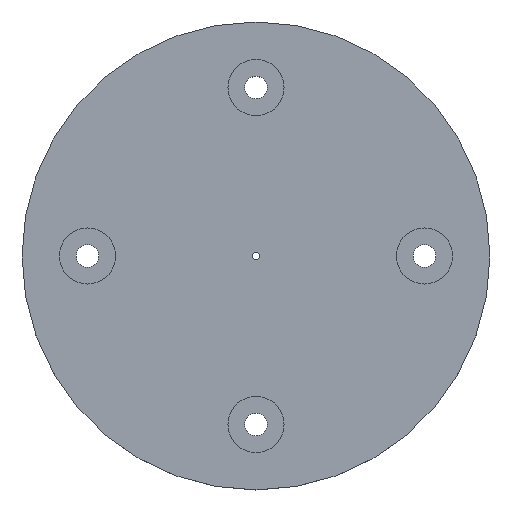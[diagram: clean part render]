
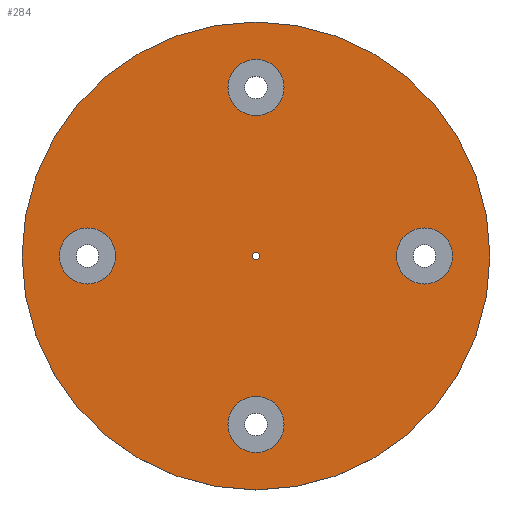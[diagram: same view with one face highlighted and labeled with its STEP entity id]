
A CAD part, top view. The second image highlights one B-rep face of the part: STEP entity #284.
In plain terms, the highlighted planar face has unit normal (0, 0, 1).
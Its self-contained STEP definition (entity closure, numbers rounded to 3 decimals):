
#24 = VERTEX_POINT('',#25);
#25 = CARTESIAN_POINT('',(125.,0.,7.5));
#32 = CYLINDRICAL_SURFACE('',#33,125.);
#33 = AXIS2_PLACEMENT_3D('',#34,#35,#36);
#34 = CARTESIAN_POINT('',(0.,0.,-7.5));
#35 = DIRECTION('',(-0.,-0.,-1.));
#36 = DIRECTION('',(1.,0.,0.));
#51 = EDGE_CURVE('',#24,#24,#52,.T.);
#52 = SURFACE_CURVE('',#53,(#58,#65),.PCURVE_S1.);
#53 = CIRCLE('',#54,125.);
#54 = AXIS2_PLACEMENT_3D('',#55,#56,#57);
#55 = CARTESIAN_POINT('',(0.,0.,7.5));
#56 = DIRECTION('',(0.,0.,1.));
#57 = DIRECTION('',(1.,0.,0.));
#58 = PCURVE('',#32,#59);
#59 = DEFINITIONAL_REPRESENTATION('',(#60),#64);
#60 = LINE('',#61,#62);
#61 = CARTESIAN_POINT('',(-0.,-15.));
#62 = VECTOR('',#63,1.);
#63 = DIRECTION('',(-1.,0.));
#64 = ( GEOMETRIC_REPRESENTATION_CONTEXT(2) 
PARAMETRIC_REPRESENTATION_CONTEXT() REPRESENTATION_CONTEXT('2D SPACE',''
  ) );
#65 = PCURVE('',#66,#71);
#66 = PLANE('',#67);
#67 = AXIS2_PLACEMENT_3D('',#68,#69,#70);
#68 = CARTESIAN_POINT('',(0.,0.,7.5));
#69 = DIRECTION('',(0.,0.,1.));
#70 = DIRECTION('',(1.,0.,0.));
#71 = DEFINITIONAL_REPRESENTATION('',(#72),#76);
#72 = CIRCLE('',#73,125.);
#73 = AXIS2_PLACEMENT_2D('',#74,#75);
#74 = CARTESIAN_POINT('',(0.,0.));
#75 = DIRECTION('',(1.,0.));
#76 = ( GEOMETRIC_REPRESENTATION_CONTEXT(2) 
PARAMETRIC_REPRESENTATION_CONTEXT() REPRESENTATION_CONTEXT('2D SPACE',''
  ) );
#203 = CYLINDRICAL_SURFACE('',#204,2.);
#204 = AXIS2_PLACEMENT_3D('',#205,#206,#207);
#205 = CARTESIAN_POINT('',(0.,0.,-50.));
#206 = DIRECTION('',(-0.,-0.,-1.));
#207 = DIRECTION('',(1.,0.,0.));
#284 = ADVANCED_FACE('',(#285,#288,#323,#358,#388,#423),#66,.T.);
#285 = FACE_BOUND('',#286,.T.);
#286 = EDGE_LOOP('',(#287));
#287 = ORIENTED_EDGE('',*,*,#51,.T.);
#288 = FACE_BOUND('',#289,.T.);
#289 = EDGE_LOOP('',(#290));
#290 = ORIENTED_EDGE('',*,*,#291,.T.);
#291 = EDGE_CURVE('',#292,#292,#294,.T.);
#292 = VERTEX_POINT('',#293);
#293 = CARTESIAN_POINT('',(-15.,-90.,7.5));
#294 = SURFACE_CURVE('',#295,(#300,#311),.PCURVE_S1.);
#295 = CIRCLE('',#296,15.);
#296 = AXIS2_PLACEMENT_3D('',#297,#298,#299);
#297 = CARTESIAN_POINT('',(0.,-90.,7.5));
#298 = DIRECTION('',(0.,0.,-1.));
#299 = DIRECTION('',(-1.,0.,0.));
#300 = PCURVE('',#66,#301);
#301 = DEFINITIONAL_REPRESENTATION('',(#302),#310);
#302 = ( BOUNDED_CURVE() B_SPLINE_CURVE(2,(#303,#304,#305,#306,#307,#308
,#309),.UNSPECIFIED.,.T.,.F.) B_SPLINE_CURVE_WITH_KNOTS((1,2,2,2,2,1),(
    -2.094,0.,2.094,4.189,6.283,
8.378),.UNSPECIFIED.) CURVE() GEOMETRIC_REPRESENTATION_ITEM() 
RATIONAL_B_SPLINE_CURVE((1.,0.5,1.,0.5,1.,0.5,1.)) REPRESENTATION_ITEM(
  '') );
#303 = CARTESIAN_POINT('',(-15.,-90.));
#304 = CARTESIAN_POINT('',(-15.,-64.019));
#305 = CARTESIAN_POINT('',(7.5,-77.01));
#306 = CARTESIAN_POINT('',(30.,-90.));
#307 = CARTESIAN_POINT('',(7.5,-102.99));
#308 = CARTESIAN_POINT('',(-15.,-115.981));
#309 = CARTESIAN_POINT('',(-15.,-90.));
#310 = ( GEOMETRIC_REPRESENTATION_CONTEXT(2) 
PARAMETRIC_REPRESENTATION_CONTEXT() REPRESENTATION_CONTEXT('2D SPACE',''
  ) );
#311 = PCURVE('',#312,#317);
#312 = CYLINDRICAL_SURFACE('',#313,15.);
#313 = AXIS2_PLACEMENT_3D('',#314,#315,#316);
#314 = CARTESIAN_POINT('',(0.,-90.,-2.49));
#315 = DIRECTION('',(0.,0.,-1.));
#316 = DIRECTION('',(-1.,0.,0.));
#317 = DEFINITIONAL_REPRESENTATION('',(#318),#322);
#318 = LINE('',#319,#320);
#319 = CARTESIAN_POINT('',(-6.283,-9.99));
#320 = VECTOR('',#321,1.);
#321 = DIRECTION('',(1.,-0.));
#322 = ( GEOMETRIC_REPRESENTATION_CONTEXT(2) 
PARAMETRIC_REPRESENTATION_CONTEXT() REPRESENTATION_CONTEXT('2D SPACE',''
  ) );
#323 = FACE_BOUND('',#324,.T.);
#324 = EDGE_LOOP('',(#325));
#325 = ORIENTED_EDGE('',*,*,#326,.T.);
#326 = EDGE_CURVE('',#327,#327,#329,.T.);
#327 = VERTEX_POINT('',#328);
#328 = CARTESIAN_POINT('',(-90.,15.,7.5));
#329 = SURFACE_CURVE('',#330,(#335,#346),.PCURVE_S1.);
#330 = CIRCLE('',#331,15.);
#331 = AXIS2_PLACEMENT_3D('',#332,#333,#334);
#332 = CARTESIAN_POINT('',(-90.,0.,7.5));
#333 = DIRECTION('',(0.,0.,-1.));
#334 = DIRECTION('',(0.,1.,0.));
#335 = PCURVE('',#66,#336);
#336 = DEFINITIONAL_REPRESENTATION('',(#337),#345);
#337 = ( BOUNDED_CURVE() B_SPLINE_CURVE(2,(#338,#339,#340,#341,#342,#343
,#344),.UNSPECIFIED.,.T.,.F.) B_SPLINE_CURVE_WITH_KNOTS((1,2,2,2,2,1),(
    -2.094,0.,2.094,4.189,6.283,
8.378),.UNSPECIFIED.) CURVE() GEOMETRIC_REPRESENTATION_ITEM() 
RATIONAL_B_SPLINE_CURVE((1.,0.5,1.,0.5,1.,0.5,1.)) REPRESENTATION_ITEM(
  '') );
#338 = CARTESIAN_POINT('',(-90.,15.));
#339 = CARTESIAN_POINT('',(-64.019,15.));
#340 = CARTESIAN_POINT('',(-77.01,-7.5));
#341 = CARTESIAN_POINT('',(-90.,-30.));
#342 = CARTESIAN_POINT('',(-102.99,-7.5));
#343 = CARTESIAN_POINT('',(-115.981,15.));
#344 = CARTESIAN_POINT('',(-90.,15.));
#345 = ( GEOMETRIC_REPRESENTATION_CONTEXT(2) 
PARAMETRIC_REPRESENTATION_CONTEXT() REPRESENTATION_CONTEXT('2D SPACE',''
  ) );
#346 = PCURVE('',#347,#352);
#347 = CYLINDRICAL_SURFACE('',#348,15.);
#348 = AXIS2_PLACEMENT_3D('',#349,#350,#351);
#349 = CARTESIAN_POINT('',(-90.,0.,-2.49));
#350 = DIRECTION('',(0.,-0.,-1.));
#351 = DIRECTION('',(0.,1.,0.));
#352 = DEFINITIONAL_REPRESENTATION('',(#353),#357);
#353 = LINE('',#354,#355);
#354 = CARTESIAN_POINT('',(-6.283,-9.99));
#355 = VECTOR('',#356,1.);
#356 = DIRECTION('',(1.,-0.));
#357 = ( GEOMETRIC_REPRESENTATION_CONTEXT(2) 
PARAMETRIC_REPRESENTATION_CONTEXT() REPRESENTATION_CONTEXT('2D SPACE',''
  ) );
#358 = FACE_BOUND('',#359,.T.);
#359 = EDGE_LOOP('',(#360));
#360 = ORIENTED_EDGE('',*,*,#361,.T.);
#361 = EDGE_CURVE('',#362,#362,#364,.T.);
#362 = VERTEX_POINT('',#363);
#363 = CARTESIAN_POINT('',(2.,0.,7.5));
#364 = SURFACE_CURVE('',#365,(#370,#381),.PCURVE_S1.);
#365 = CIRCLE('',#366,2.);
#366 = AXIS2_PLACEMENT_3D('',#367,#368,#369);
#367 = CARTESIAN_POINT('',(0.,0.,7.5));
#368 = DIRECTION('',(0.,0.,-1.));
#369 = DIRECTION('',(1.,0.,0.));
#370 = PCURVE('',#66,#371);
#371 = DEFINITIONAL_REPRESENTATION('',(#372),#380);
#372 = ( BOUNDED_CURVE() B_SPLINE_CURVE(2,(#373,#374,#375,#376,#377,#378
,#379),.UNSPECIFIED.,.T.,.F.) B_SPLINE_CURVE_WITH_KNOTS((1,2,2,2,2,1),(
    -2.094,0.,2.094,4.189,6.283,
8.378),.UNSPECIFIED.) CURVE() GEOMETRIC_REPRESENTATION_ITEM() 
RATIONAL_B_SPLINE_CURVE((1.,0.5,1.,0.5,1.,0.5,1.)) REPRESENTATION_ITEM(
  '') );
#373 = CARTESIAN_POINT('',(2.,0.));
#374 = CARTESIAN_POINT('',(2.,-3.464));
#375 = CARTESIAN_POINT('',(-1.,-1.732));
#376 = CARTESIAN_POINT('',(-4.,0.));
#377 = CARTESIAN_POINT('',(-1.,1.732));
#378 = CARTESIAN_POINT('',(2.,3.464));
#379 = CARTESIAN_POINT('',(2.,0.));
#380 = ( GEOMETRIC_REPRESENTATION_CONTEXT(2) 
PARAMETRIC_REPRESENTATION_CONTEXT() REPRESENTATION_CONTEXT('2D SPACE',''
  ) );
#381 = PCURVE('',#203,#382);
#382 = DEFINITIONAL_REPRESENTATION('',(#383),#387);
#383 = LINE('',#384,#385);
#384 = CARTESIAN_POINT('',(-6.283,-57.5));
#385 = VECTOR('',#386,1.);
#386 = DIRECTION('',(1.,-0.));
#387 = ( GEOMETRIC_REPRESENTATION_CONTEXT(2) 
PARAMETRIC_REPRESENTATION_CONTEXT() REPRESENTATION_CONTEXT('2D SPACE',''
  ) );
#388 = FACE_BOUND('',#389,.T.);
#389 = EDGE_LOOP('',(#390));
#390 = ORIENTED_EDGE('',*,*,#391,.T.);
#391 = EDGE_CURVE('',#392,#392,#394,.T.);
#392 = VERTEX_POINT('',#393);
#393 = CARTESIAN_POINT('',(90.,-15.,7.5));
#394 = SURFACE_CURVE('',#395,(#400,#411),.PCURVE_S1.);
#395 = CIRCLE('',#396,15.);
#396 = AXIS2_PLACEMENT_3D('',#397,#398,#399);
#397 = CARTESIAN_POINT('',(90.,0.,7.5));
#398 = DIRECTION('',(-0.,0.,-1.));
#399 = DIRECTION('',(0.,-1.,-0.));
#400 = PCURVE('',#66,#401);
#401 = DEFINITIONAL_REPRESENTATION('',(#402),#410);
#402 = ( BOUNDED_CURVE() B_SPLINE_CURVE(2,(#403,#404,#405,#406,#407,#408
,#409),.UNSPECIFIED.,.T.,.F.) B_SPLINE_CURVE_WITH_KNOTS((1,2,2,2,2,1),(
    -2.094,0.,2.094,4.189,6.283,
8.378),.UNSPECIFIED.) CURVE() GEOMETRIC_REPRESENTATION_ITEM() 
RATIONAL_B_SPLINE_CURVE((1.,0.5,1.,0.5,1.,0.5,1.)) REPRESENTATION_ITEM(
  '') );
#403 = CARTESIAN_POINT('',(90.,-15.));
#404 = CARTESIAN_POINT('',(64.019,-15.));
#405 = CARTESIAN_POINT('',(77.01,7.5));
#406 = CARTESIAN_POINT('',(90.,30.));
#407 = CARTESIAN_POINT('',(102.99,7.5));
#408 = CARTESIAN_POINT('',(115.981,-15.));
#409 = CARTESIAN_POINT('',(90.,-15.));
#410 = ( GEOMETRIC_REPRESENTATION_CONTEXT(2) 
PARAMETRIC_REPRESENTATION_CONTEXT() REPRESENTATION_CONTEXT('2D SPACE',''
  ) );
#411 = PCURVE('',#412,#417);
#412 = CYLINDRICAL_SURFACE('',#413,15.);
#413 = AXIS2_PLACEMENT_3D('',#414,#415,#416);
#414 = CARTESIAN_POINT('',(90.,0.,-2.49));
#415 = DIRECTION('',(-0.,0.,-1.));
#416 = DIRECTION('',(0.,-1.,0.));
#417 = DEFINITIONAL_REPRESENTATION('',(#418),#422);
#418 = LINE('',#419,#420);
#419 = CARTESIAN_POINT('',(-6.283,-9.99));
#420 = VECTOR('',#421,1.);
#421 = DIRECTION('',(1.,-0.));
#422 = ( GEOMETRIC_REPRESENTATION_CONTEXT(2) 
PARAMETRIC_REPRESENTATION_CONTEXT() REPRESENTATION_CONTEXT('2D SPACE',''
  ) );
#423 = FACE_BOUND('',#424,.T.);
#424 = EDGE_LOOP('',(#425));
#425 = ORIENTED_EDGE('',*,*,#426,.T.);
#426 = EDGE_CURVE('',#427,#427,#429,.T.);
#427 = VERTEX_POINT('',#428);
#428 = CARTESIAN_POINT('',(15.,90.,7.5));
#429 = SURFACE_CURVE('',#430,(#435,#446),.PCURVE_S1.);
#430 = CIRCLE('',#431,15.);
#431 = AXIS2_PLACEMENT_3D('',#432,#433,#434);
#432 = CARTESIAN_POINT('',(0.,90.,7.5));
#433 = DIRECTION('',(0.,0.,-1.));
#434 = DIRECTION('',(1.,0.,0.));
#435 = PCURVE('',#66,#436);
#436 = DEFINITIONAL_REPRESENTATION('',(#437),#445);
#437 = ( BOUNDED_CURVE() B_SPLINE_CURVE(2,(#438,#439,#440,#441,#442,#443
,#444),.UNSPECIFIED.,.T.,.F.) B_SPLINE_CURVE_WITH_KNOTS((1,2,2,2,2,1),(
    -2.094,0.,2.094,4.189,6.283,
8.378),.UNSPECIFIED.) CURVE() GEOMETRIC_REPRESENTATION_ITEM() 
RATIONAL_B_SPLINE_CURVE((1.,0.5,1.,0.5,1.,0.5,1.)) REPRESENTATION_ITEM(
  '') );
#438 = CARTESIAN_POINT('',(15.,90.));
#439 = CARTESIAN_POINT('',(15.,64.019));
#440 = CARTESIAN_POINT('',(-7.5,77.01));
#441 = CARTESIAN_POINT('',(-30.,90.));
#442 = CARTESIAN_POINT('',(-7.5,102.99));
#443 = CARTESIAN_POINT('',(15.,115.981));
#444 = CARTESIAN_POINT('',(15.,90.));
#445 = ( GEOMETRIC_REPRESENTATION_CONTEXT(2) 
PARAMETRIC_REPRESENTATION_CONTEXT() REPRESENTATION_CONTEXT('2D SPACE',''
  ) );
#446 = PCURVE('',#447,#452);
#447 = CYLINDRICAL_SURFACE('',#448,15.);
#448 = AXIS2_PLACEMENT_3D('',#449,#450,#451);
#449 = CARTESIAN_POINT('',(0.,90.,-2.49));
#450 = DIRECTION('',(-0.,-0.,-1.));
#451 = DIRECTION('',(1.,0.,0.));
#452 = DEFINITIONAL_REPRESENTATION('',(#453),#457);
#453 = LINE('',#454,#455);
#454 = CARTESIAN_POINT('',(-6.283,-9.99));
#455 = VECTOR('',#456,1.);
#456 = DIRECTION('',(1.,-0.));
#457 = ( GEOMETRIC_REPRESENTATION_CONTEXT(2) 
PARAMETRIC_REPRESENTATION_CONTEXT() REPRESENTATION_CONTEXT('2D SPACE',''
  ) );
